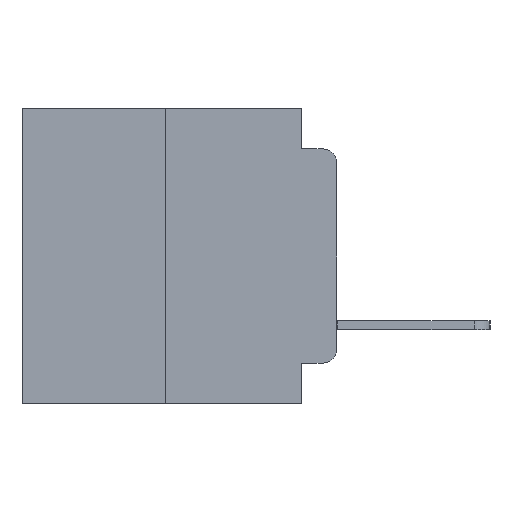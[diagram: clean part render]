
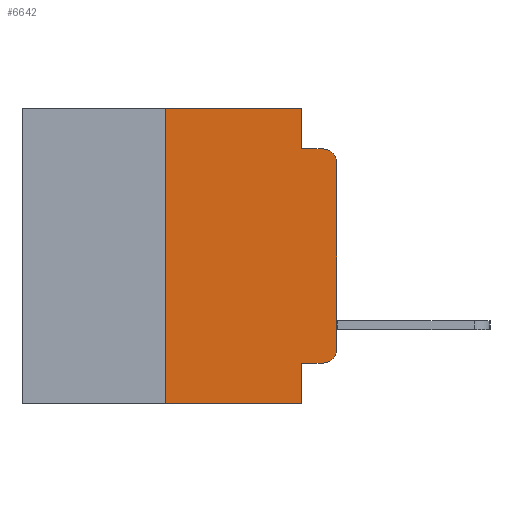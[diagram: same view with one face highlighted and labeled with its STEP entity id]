
A CAD part, left-side view. The second image highlights one B-rep face of the part: STEP entity #6642.
In plain terms, the highlighted planar face has unit normal (-1, 0, 0).
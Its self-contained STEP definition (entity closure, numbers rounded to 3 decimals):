
#387 = VECTOR ( 'NONE', #27384, 1000. ) ;
#615 = CARTESIAN_POINT ( 'NONE',  ( -75.603, 1.295, 5.486 ) ) ;
#958 = ORIENTED_EDGE ( 'NONE', *, *, #3760, .T. ) ;
#1016 = AXIS2_PLACEMENT_3D ( 'NONE', #13945, #7347, #12313 ) ;
#1380 = VERTEX_POINT ( 'NONE', #6784 ) ;
#1541 = DIRECTION ( 'NONE',  ( -1., 0., 0. ) ) ;
#1598 = CARTESIAN_POINT ( 'NONE',  ( -75.603, 6.35, 5.486 ) ) ;
#1937 = VERTEX_POINT ( 'NONE', #8156 ) ;
#2259 = DIRECTION ( 'NONE',  ( 0., 0., 1. ) ) ;
#2897 = ORIENTED_EDGE ( 'NONE', *, *, #18071, .F. ) ;
#3162 = CARTESIAN_POINT ( 'NONE',  ( -75.603, 1.295, 0. ) ) ;
#3619 = FACE_OUTER_BOUND ( 'NONE', #19159, .T. ) ;
#3636 = CARTESIAN_POINT ( 'NONE',  ( -75.603, 0.508, -3.467 ) ) ;
#3760 = EDGE_CURVE ( 'NONE', #1937, #1380, #27735, .T. ) ;
#3817 = VECTOR ( 'NONE', #9067, 1000. ) ;
#3916 = LINE ( 'NONE', #13919, #13811 ) ;
#4287 = ORIENTED_EDGE ( 'NONE', *, *, #4638, .T. ) ;
#4638 = EDGE_CURVE ( 'NONE', #5045, #8455, #20131, .T. ) ;
#5045 = VERTEX_POINT ( 'NONE', #25786 ) ;
#5162 = LINE ( 'NONE', #22580, #387 ) ;
#5402 = LINE ( 'NONE', #13138, #13940 ) ;
#6211 = CARTESIAN_POINT ( 'NONE',  ( -75.603, 1.295, -5.486 ) ) ;
#6571 = LINE ( 'NONE', #3162, #14435 ) ;
#6642 = ADVANCED_FACE ( 'NONE', ( #3619 ), #18342, .F. ) ;
#6784 = CARTESIAN_POINT ( 'NONE',  ( -75.603, 0., 3.467 ) ) ;
#6786 = DIRECTION ( 'NONE',  ( 0., 0., -1. ) ) ;
#6826 = VECTOR ( 'NONE', #14291, 1000. ) ;
#6880 = CARTESIAN_POINT ( 'NONE',  ( -75.603, 1.295, 0. ) ) ;
#7347 = DIRECTION ( 'NONE',  ( 1., 0., 0. ) ) ;
#8020 = DIRECTION ( 'NONE',  ( 0., 0., -1. ) ) ;
#8156 = CARTESIAN_POINT ( 'NONE',  ( -75.603, 0., -3.467 ) ) ;
#8405 = VERTEX_POINT ( 'NONE', #615 ) ;
#8445 = EDGE_CURVE ( 'NONE', #1380, #14456, #19574, .T. ) ;
#8455 = VERTEX_POINT ( 'NONE', #16384 ) ;
#8910 = ORIENTED_EDGE ( 'NONE', *, *, #17534, .F. ) ;
#9067 = DIRECTION ( 'NONE',  ( 0., 0., 1. ) ) ;
#9376 = EDGE_CURVE ( 'NONE', #21778, #9776, #18158, .T. ) ;
#9776 = VERTEX_POINT ( 'NONE', #6211 ) ;
#11238 = ORIENTED_EDGE ( 'NONE', *, *, #8445, .T. ) ;
#11247 = ORIENTED_EDGE ( 'NONE', *, *, #24018, .F. ) ;
#11879 = DIRECTION ( 'NONE',  ( 0., 0., -1. ) ) ;
#12140 = VERTEX_POINT ( 'NONE', #27122 ) ;
#12313 = DIRECTION ( 'NONE',  ( 0., 0., -1. ) ) ;
#13138 = CARTESIAN_POINT ( 'NONE',  ( -75.603, 6.35, -5.486 ) ) ;
#13279 = VECTOR ( 'NONE', #6786, 1000. ) ;
#13811 = VECTOR ( 'NONE', #24597, 1000. ) ;
#13919 = CARTESIAN_POINT ( 'NONE',  ( -75.603, 11.684, 5.486 ) ) ;
#13940 = VECTOR ( 'NONE', #2259, 1000. ) ;
#13945 = CARTESIAN_POINT ( 'NONE',  ( -75.603, 11.684, 5.486 ) ) ;
#14081 = CARTESIAN_POINT ( 'NONE',  ( -75.603, 0.508, 3.467 ) ) ;
#14291 = DIRECTION ( 'NONE',  ( 0., -1., 0. ) ) ;
#14435 = VECTOR ( 'NONE', #18348, 1000. ) ;
#14456 = VERTEX_POINT ( 'NONE', #18457 ) ;
#14686 = ORIENTED_EDGE ( 'NONE', *, *, #24510, .F. ) ;
#14972 = ORIENTED_EDGE ( 'NONE', *, *, #9376, .T. ) ;
#16384 = CARTESIAN_POINT ( 'NONE',  ( -75.603, 0.508, -3.975 ) ) ;
#17534 = EDGE_CURVE ( 'NONE', #8405, #12140, #26279, .T. ) ;
#18071 = EDGE_CURVE ( 'NONE', #21778, #26293, #5402, .T. ) ;
#18158 = LINE ( 'NONE', #26058, #19540 ) ;
#18342 = PLANE ( 'NONE',  #1016 ) ;
#18348 = DIRECTION ( 'NONE',  ( 0., 0., -1. ) ) ;
#18457 = CARTESIAN_POINT ( 'NONE',  ( -75.603, 0.508, 3.975 ) ) ;
#19159 = EDGE_LOOP ( 'NONE', ( #4287, #22817, #958, #11238, #14686, #8910, #25944, #2897, #14972, #11247 ) ) ;
#19540 = VECTOR ( 'NONE', #23852, 1000. ) ;
#19574 = CIRCLE ( 'NONE', #23704, 0.508 ) ;
#20131 = LINE ( 'NONE', #23827, #6826 ) ;
#21580 = CARTESIAN_POINT ( 'NONE',  ( -75.603, 0., 5.486 ) ) ;
#21778 = VERTEX_POINT ( 'NONE', #22221 ) ;
#22221 = CARTESIAN_POINT ( 'NONE',  ( -75.603, 6.35, -5.486 ) ) ;
#22580 = CARTESIAN_POINT ( 'NONE',  ( -75.603, 1.295, 3.975 ) ) ;
#22669 = EDGE_CURVE ( 'NONE', #26293, #8405, #3916, .T. ) ;
#22817 = ORIENTED_EDGE ( 'NONE', *, *, #24186, .T. ) ;
#23704 = AXIS2_PLACEMENT_3D ( 'NONE', #14081, #24961, #11879 ) ;
#23827 = CARTESIAN_POINT ( 'NONE',  ( -75.603, 1.295, -3.975 ) ) ;
#23852 = DIRECTION ( 'NONE',  ( 0., -1., 0. ) ) ;
#24018 = EDGE_CURVE ( 'NONE', #5045, #9776, #6571, .T. ) ;
#24186 = EDGE_CURVE ( 'NONE', #8455, #1937, #24997, .T. ) ;
#24510 = EDGE_CURVE ( 'NONE', #12140, #14456, #5162, .T. ) ;
#24597 = DIRECTION ( 'NONE',  ( 0., -1., 0. ) ) ;
#24961 = DIRECTION ( 'NONE',  ( -1., 0., 0. ) ) ;
#24997 = CIRCLE ( 'NONE', #26401, 0.508 ) ;
#25786 = CARTESIAN_POINT ( 'NONE',  ( -75.603, 1.295, -3.975 ) ) ;
#25944 = ORIENTED_EDGE ( 'NONE', *, *, #22669, .F. ) ;
#26058 = CARTESIAN_POINT ( 'NONE',  ( -75.603, 11.684, -5.486 ) ) ;
#26279 = LINE ( 'NONE', #6880, #13279 ) ;
#26293 = VERTEX_POINT ( 'NONE', #1598 ) ;
#26401 = AXIS2_PLACEMENT_3D ( 'NONE', #3636, #1541, #8020 ) ;
#27122 = CARTESIAN_POINT ( 'NONE',  ( -75.603, 1.295, 3.975 ) ) ;
#27384 = DIRECTION ( 'NONE',  ( 0., -1., 0. ) ) ;
#27735 = LINE ( 'NONE', #21580, #3817 ) ;
